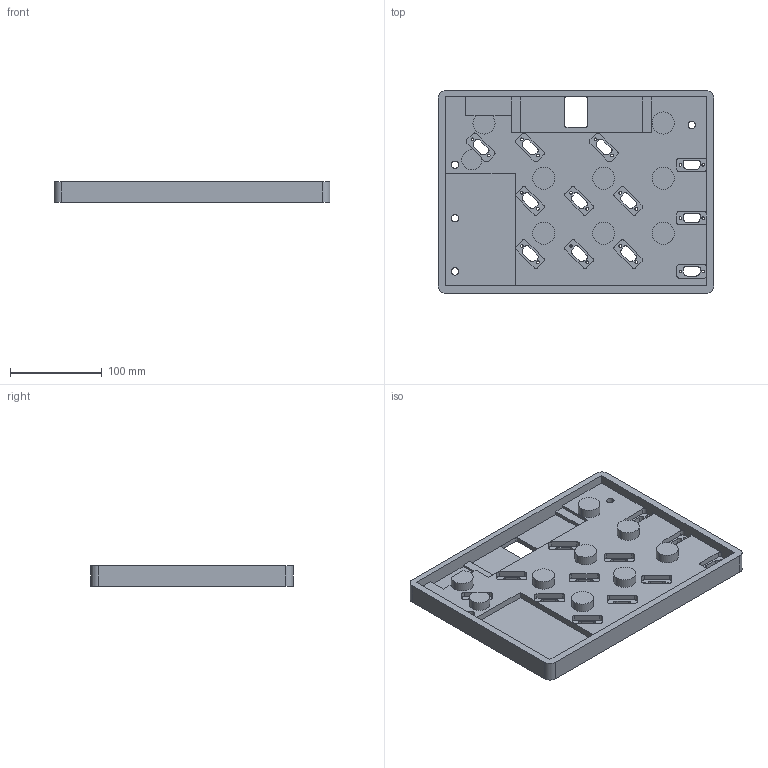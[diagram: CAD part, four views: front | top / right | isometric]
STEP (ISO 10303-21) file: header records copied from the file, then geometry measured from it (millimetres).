
FILE_DESCRIPTION(('CATIA V5 STEP Exchange'),'2;1');
FILE_NAME('escape-girl_board.stp','2023-03-16T09:12:50+00:00',('none'),('none'),'Version 5-6 Release 2012','CATIA V5 STEP AP203','none');
FILE_SCHEMA(('CONFIG_CONTROL_DESIGN'));
Length unit declared in the file: millimetre
Products named in the file (1): escape_girl
Bounding box: 300 x 220 x 22 mm (x, y, z)
Volume: 744844.4 mm3; surface area: 183267.8 mm2
Topology: 1 solids, 1 shells, 324 faces, 932 edges, 627 vertices
Faces by surface type: plane 144, cylinder 132, extrusion 48
Entity records: 11903 total; most frequent: CARTESIAN_POINT 3562, ORIENTED_EDGE 1864, DIRECTION 1336, EDGE_CURVE 932, VERTEX_POINT 627, VECTOR 614, LINE 566, AXIS2_PLACEMENT_3D 497
